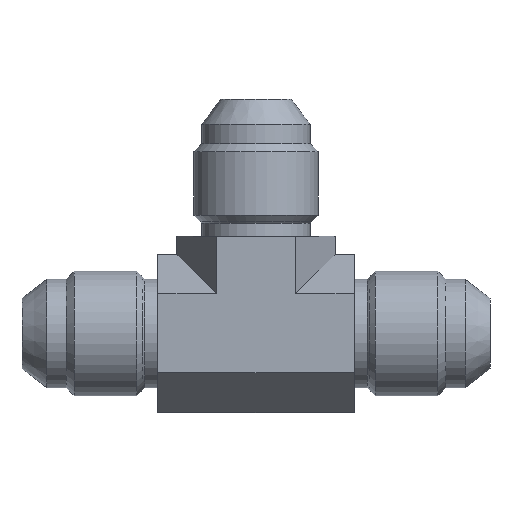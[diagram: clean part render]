
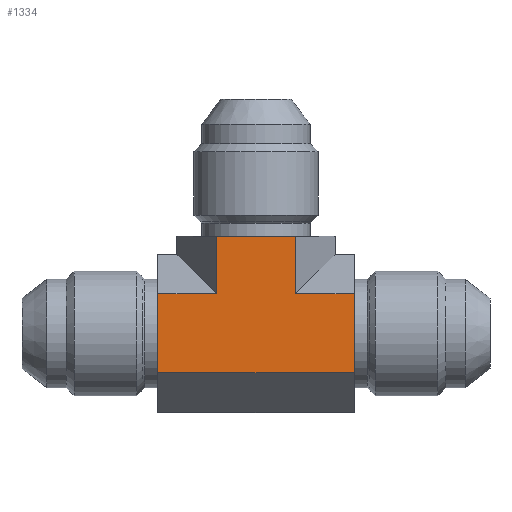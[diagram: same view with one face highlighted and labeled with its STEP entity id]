
A CAD part, front view. The second image highlights one B-rep face of the part: STEP entity #1334.
In plain terms, the highlighted planar face has unit normal (0, -1, 0).
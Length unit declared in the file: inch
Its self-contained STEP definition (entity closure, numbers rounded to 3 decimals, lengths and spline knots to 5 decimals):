
#370=DIRECTION('',(1.,0.,0.));
#371=VECTOR('',#370,0.35796);
#372=CARTESIAN_POINT('',(-0.17898,-0.31,0.44));
#373=LINE('',#372,#371);
#456=DIRECTION('',(1.,0.,0.));
#457=VECTOR('',#456,0.26602);
#458=CARTESIAN_POINT('',(0.17898,-0.31,0.17898));
#459=LINE('',#458,#457);
#463=DIRECTION('',(1.,0.,0.));
#464=VECTOR('',#463,0.26602);
#465=CARTESIAN_POINT('',(-0.445,-0.31,0.17898));
#466=LINE('',#465,#464);
#470=DIRECTION('',(0.,0.,1.));
#471=VECTOR('',#470,0.26102);
#472=CARTESIAN_POINT('',(-0.17898,-0.31,0.17898));
#473=LINE('',#472,#471);
#484=DIRECTION('',(0.,0.,1.));
#485=VECTOR('',#484,0.26102);
#486=CARTESIAN_POINT('',(0.17898,-0.31,0.17898));
#487=LINE('',#486,#485);
#554=DIRECTION('',(0.,0.,-1.));
#555=VECTOR('',#554,0.35796);
#556=CARTESIAN_POINT('',(-0.445,-0.31,0.17898));
#557=LINE('',#556,#555);
#577=DIRECTION('',(1.,0.,0.));
#578=VECTOR('',#577,0.89);
#579=CARTESIAN_POINT('',(-0.445,-0.31,-0.17898));
#580=LINE('',#579,#578);
#591=DIRECTION('',(0.,0.,-1.));
#592=VECTOR('',#591,0.35796);
#593=CARTESIAN_POINT('',(0.445,-0.31,0.17898));
#594=LINE('',#593,#592);
#808=CARTESIAN_POINT('',(-0.17898,-0.31,0.44));
#809=VERTEX_POINT('',#808);
#810=CARTESIAN_POINT('',(0.17898,-0.31,0.44));
#811=VERTEX_POINT('',#810);
#816=CARTESIAN_POINT('',(-0.445,-0.31,-0.17898));
#818=VERTEX_POINT('',#816);
#826=CARTESIAN_POINT('',(-0.445,-0.31,0.17898));
#827=VERTEX_POINT('',#826);
#828=CARTESIAN_POINT('',(0.445,-0.31,-0.17898));
#830=VERTEX_POINT('',#828);
#838=CARTESIAN_POINT('',(0.445,-0.31,0.17898));
#839=VERTEX_POINT('',#838);
#844=CARTESIAN_POINT('',(-0.17898,-0.31,0.17898));
#845=VERTEX_POINT('',#844);
#846=CARTESIAN_POINT('',(0.17898,-0.31,0.17898));
#848=VERTEX_POINT('',#846);
#1315=CARTESIAN_POINT('',(-0.17898,-0.31,0.));
#1316=DIRECTION('',(0.,-1.,0.));
#1317=DIRECTION('',(1.,0.,0.));
#1318=AXIS2_PLACEMENT_3D('',#1315,#1316,#1317);
#1319=PLANE('',#1318);
#1321=ORIENTED_EDGE('',*,*,#1320,.F.);
#1322=ORIENTED_EDGE('',*,*,#1297,.T.);
#1324=ORIENTED_EDGE('',*,*,#1323,.T.);
#1326=ORIENTED_EDGE('',*,*,#1325,.F.);
#1328=ORIENTED_EDGE('',*,*,#1327,.F.);
#1329=ORIENTED_EDGE('',*,*,#1279,.T.);
#1330=ORIENTED_EDGE('',*,*,#1310,.T.);
#1331=ORIENTED_EDGE('',*,*,#1214,.T.);
#1332=EDGE_LOOP('',(#1321,#1322,#1324,#1326,#1328,#1329,#1330,#1331));
#1333=FACE_OUTER_BOUND('',#1332,.F.);
#1214=EDGE_CURVE('',#809,#811,#373,.T.);
#1279=EDGE_CURVE('',#827,#845,#466,.T.);
#1297=EDGE_CURVE('',#848,#839,#459,.T.);
#1310=EDGE_CURVE('',#845,#809,#473,.T.);
#1320=EDGE_CURVE('',#848,#811,#487,.T.);
#1323=EDGE_CURVE('',#839,#830,#594,.T.);
#1325=EDGE_CURVE('',#818,#830,#580,.T.);
#1327=EDGE_CURVE('',#827,#818,#557,.T.);
#1334=ADVANCED_FACE('',(#1333),#1319,.T.);
